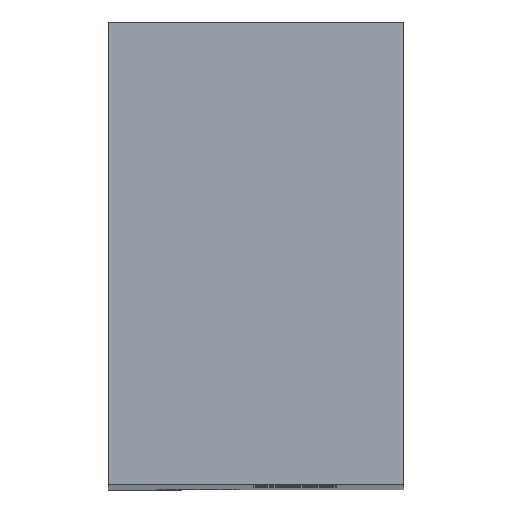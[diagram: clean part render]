
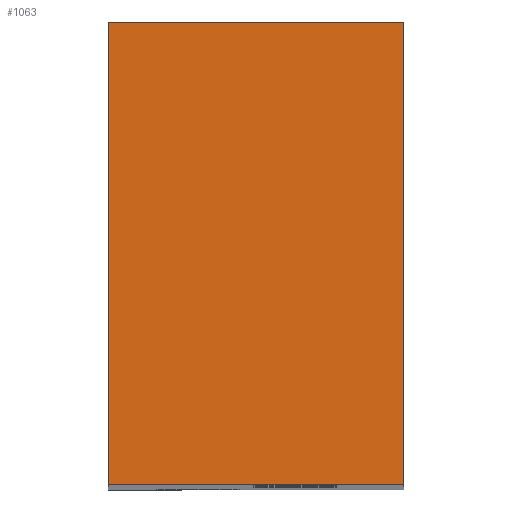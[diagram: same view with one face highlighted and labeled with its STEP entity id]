
A CAD part, top view. The second image highlights one B-rep face of the part: STEP entity #1063.
In plain terms, the highlighted planar face has unit normal (0, 0, 1).
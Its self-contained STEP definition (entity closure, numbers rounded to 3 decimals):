
#19 = CARTESIAN_POINT ( 'NONE',  ( -42.835, 40.147, 219.05 ) ) ;
#36 = VERTEX_POINT ( 'NONE', #19 ) ;
#69 = DIRECTION ( 'NONE',  ( 1., 0., 0. ) ) ;
#89 = DIRECTION ( 'NONE',  ( 1., 0., 0. ) ) ;
#129 = EDGE_CURVE ( 'NONE', #1299, #591, #1486, .T. ) ;
#229 = CARTESIAN_POINT ( 'NONE',  ( -24.785, 4.097, 219.05 ) ) ;
#289 = ORIENTED_EDGE ( 'NONE', *, *, #129, .T. ) ;
#363 = ORIENTED_EDGE ( 'NONE', *, *, #1484, .F. ) ;
#395 = DIRECTION ( 'NONE',  ( 0., 0., -1. ) ) ;
#401 = CARTESIAN_POINT ( 'NONE',  ( -19.785, 40.147, 219.05 ) ) ;
#412 = DIRECTION ( 'NONE',  ( -1., 0., 0. ) ) ;
#432 = EDGE_CURVE ( 'NONE', #36, #1299, #1078, .T. ) ;
#440 = EDGE_LOOP ( 'NONE', ( #289, #887, #363, #1103 ) ) ;
#547 = VERTEX_POINT ( 'NONE', #401 ) ;
#591 = VERTEX_POINT ( 'NONE', #1789 ) ;
#672 = CARTESIAN_POINT ( 'NONE',  ( 0., 0., 219.05 ) ) ;
#760 = VECTOR ( 'NONE', #89, 1000. ) ;
#778 = AXIS2_PLACEMENT_3D ( 'NONE', #672, #395, #412 ) ;
#837 = VECTOR ( 'NONE', #1667, 1000. ) ;
#885 = CARTESIAN_POINT ( 'NONE',  ( -42.835, 4.097, 219.05 ) ) ;
#887 = ORIENTED_EDGE ( 'NONE', *, *, #1453, .F. ) ;
#941 = CARTESIAN_POINT ( 'NONE',  ( -19.785, 34.147, 219.05 ) ) ;
#1036 = DIRECTION ( 'NONE',  ( 0., -1., 0. ) ) ;
#1063 = ADVANCED_FACE ( 'NONE', ( #1702 ), #1341, .F. ) ;
#1078 = LINE ( 'NONE', #1092, #837 ) ;
#1092 = CARTESIAN_POINT ( 'NONE',  ( -42.835, 34.147, 219.05 ) ) ;
#1093 = VECTOR ( 'NONE', #69, 1000. ) ;
#1103 = ORIENTED_EDGE ( 'NONE', *, *, #432, .T. ) ;
#1247 = LINE ( 'NONE', #1527, #1093 ) ;
#1299 = VERTEX_POINT ( 'NONE', #885 ) ;
#1341 = PLANE ( 'NONE',  #778 ) ;
#1453 = EDGE_CURVE ( 'NONE', #547, #591, #1607, .T. ) ;
#1484 = EDGE_CURVE ( 'NONE', #36, #547, #1247, .T. ) ;
#1486 = LINE ( 'NONE', #229, #760 ) ;
#1506 = VECTOR ( 'NONE', #1036, 1000. ) ;
#1527 = CARTESIAN_POINT ( 'NONE',  ( -19.785, 40.147, 219.05 ) ) ;
#1607 = LINE ( 'NONE', #941, #1506 ) ;
#1667 = DIRECTION ( 'NONE',  ( 0., -1., 0. ) ) ;
#1702 = FACE_OUTER_BOUND ( 'NONE', #440, .T. ) ;
#1789 = CARTESIAN_POINT ( 'NONE',  ( -19.785, 4.097, 219.05 ) ) ;
